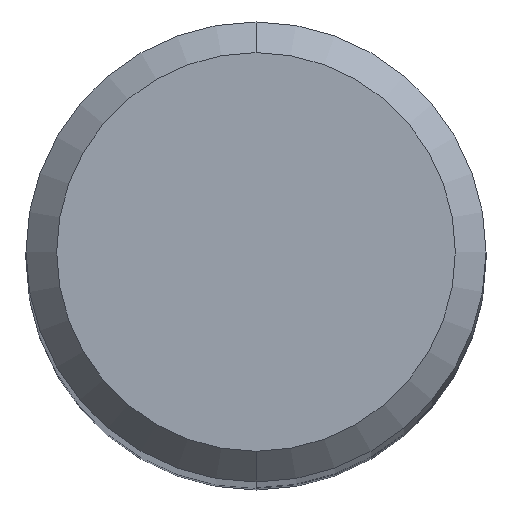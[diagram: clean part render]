
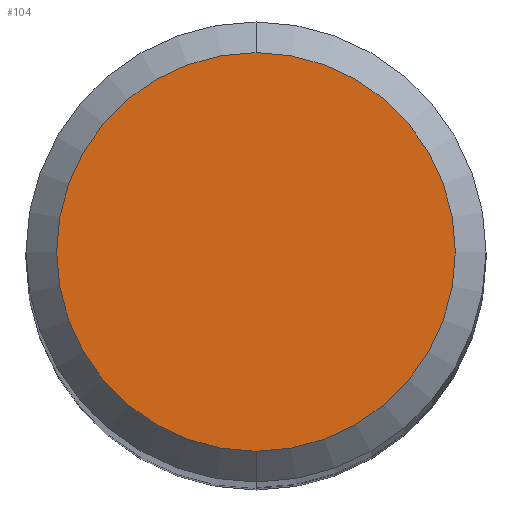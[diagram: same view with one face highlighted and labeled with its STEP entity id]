
A CAD part, top view. The second image highlights one B-rep face of the part: STEP entity #104.
In plain terms, the highlighted planar face has unit normal (0, 0, 1).
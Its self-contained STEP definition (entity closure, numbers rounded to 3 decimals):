
#98=EDGE_CURVE('',#162,#176,#223,.T.);
#104=ADVANCED_FACE('',(#230),#231,.T.);
#162=VERTEX_POINT('',#295);
#164=EDGE_CURVE('',#176,#162,#297,.T.);
#176=VERTEX_POINT('',#310);
#223=CIRCLE('',#354,2.6);
#230=FACE_OUTER_BOUND('',#362,.T.);
#231=PLANE('',#363);
#295=CARTESIAN_POINT('',(0.0,2.6,0.01));
#297=CIRCLE('',#449,2.6);
#310=CARTESIAN_POINT('',(0.,-2.6,0.01));
#354=AXIS2_PLACEMENT_3D('',#502,#503,#504);
#362=EDGE_LOOP('',(#517,#518));
#363=AXIS2_PLACEMENT_3D('',#519,#520,#521);
#449=AXIS2_PLACEMENT_3D('',#597,#598,#599);
#502=CARTESIAN_POINT('',(0.0,0.0,0.01));
#503=DIRECTION('',(0.0,0.0,-1.0));
#504=DIRECTION('',(0.0,1.0,0.0));
#517=ORIENTED_EDGE('',*,*,#98,.F.);
#518=ORIENTED_EDGE('',*,*,#164,.F.);
#519=CARTESIAN_POINT('',(0.0,1.3,0.01));
#520=DIRECTION('',(-0.0,0.0,1.0));
#521=DIRECTION('',(0.0,-1.0,0.0));
#597=CARTESIAN_POINT('',(0.0,0.0,0.01));
#598=DIRECTION('',(0.0,0.0,-1.0));
#599=DIRECTION('',(0.0,1.0,0.0));
